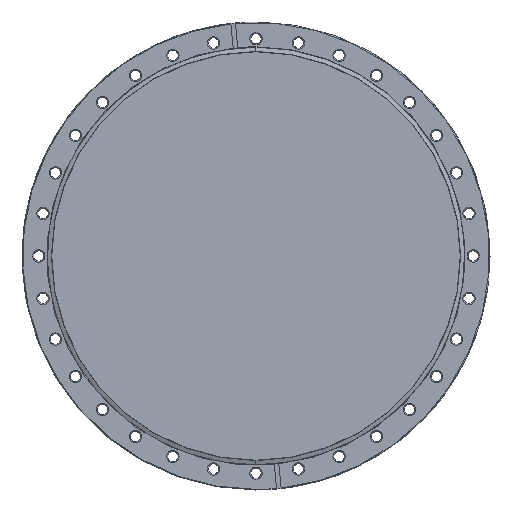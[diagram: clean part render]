
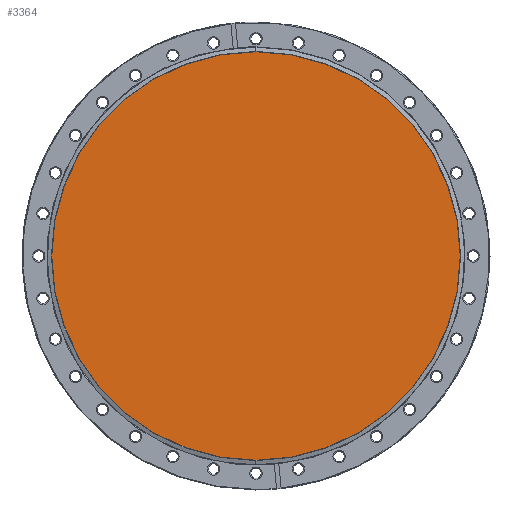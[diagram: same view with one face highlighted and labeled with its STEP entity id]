
A CAD part, left-side view. The second image highlights one B-rep face of the part: STEP entity #3364.
In plain terms, the highlighted planar face has unit normal (-1, 0, 0).
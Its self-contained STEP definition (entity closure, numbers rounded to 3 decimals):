
#1387 = DIRECTION ( 'NONE',  ( -1., 0., 0. ) ) ;
#1619 = FACE_OUTER_BOUND ( 'NONE', #2386, .T. ) ;
#1997 = CARTESIAN_POINT ( 'NONE',  ( 0.6, 0., 0. ) ) ;
#2118 = DIRECTION ( 'NONE',  ( 1., 0., 0. ) ) ;
#2256 = CARTESIAN_POINT ( 'NONE',  ( 0.6, 0., 133.532 ) ) ;
#2386 = EDGE_LOOP ( 'NONE', ( #6867, #3619 ) ) ;
#2619 = DIRECTION ( 'NONE',  ( 0., 0., 1. ) ) ;
#2904 = CARTESIAN_POINT ( 'NONE',  ( 0.6, 0., -133.532 ) ) ;
#2929 = AXIS2_PLACEMENT_3D ( 'NONE', #4976, #1387, #5548 ) ;
#3364 = ADVANCED_FACE ( 'NONE', ( #1619 ), #7418, .F. ) ;
#3619 = ORIENTED_EDGE ( 'NONE', *, *, #3777, .T. ) ;
#3723 = AXIS2_PLACEMENT_3D ( 'NONE', #1997, #6158, #2619 ) ;
#3777 = EDGE_CURVE ( 'NONE', #4705, #6084, #7261, .T. ) ;
#4328 = AXIS2_PLACEMENT_3D ( 'NONE', #4517, #2118, #6261 ) ;
#4374 = EDGE_CURVE ( 'NONE', #6084, #4705, #5134, .T. ) ;
#4517 = CARTESIAN_POINT ( 'NONE',  ( 0.6, 133.532, 0. ) ) ;
#4705 = VERTEX_POINT ( 'NONE', #2904 ) ;
#4976 = CARTESIAN_POINT ( 'NONE',  ( 0.6, 0., 0. ) ) ;
#5134 = CIRCLE ( 'NONE', #2929, 133.532 ) ;
#5548 = DIRECTION ( 'NONE',  ( 0., 0., 1. ) ) ;
#6084 = VERTEX_POINT ( 'NONE', #2256 ) ;
#6158 = DIRECTION ( 'NONE',  ( -1., 0., 0. ) ) ;
#6261 = DIRECTION ( 'NONE',  ( 0., 0., -1. ) ) ;
#6867 = ORIENTED_EDGE ( 'NONE', *, *, #4374, .T. ) ;
#7261 = CIRCLE ( 'NONE', #3723, 133.532 ) ;
#7418 = PLANE ( 'NONE',  #4328 ) ;
